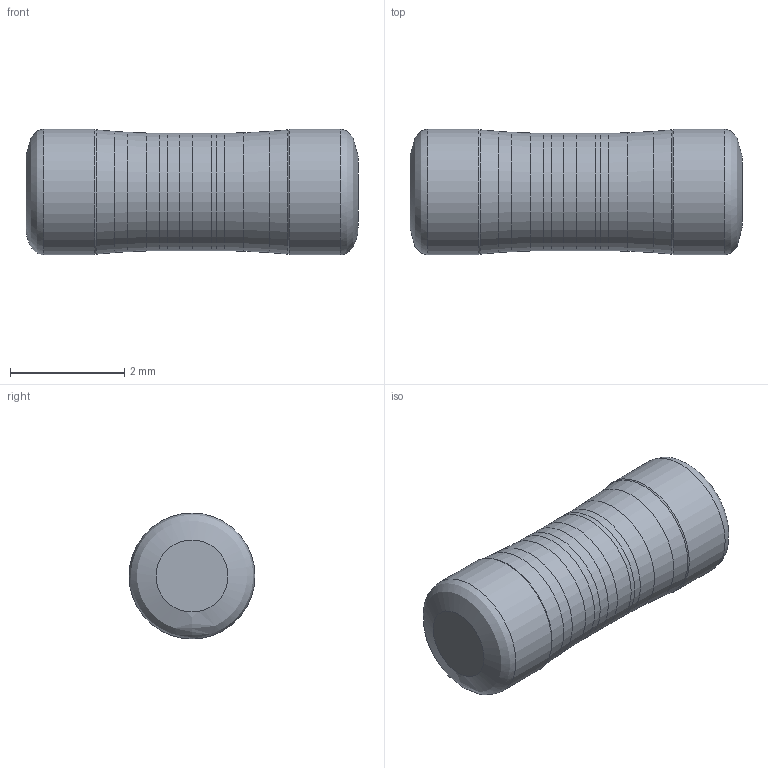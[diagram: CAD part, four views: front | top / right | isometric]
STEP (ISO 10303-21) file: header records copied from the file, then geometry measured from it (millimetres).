
FILE_DESCRIPTION(('STEP AP214'), '1');
FILE_NAME('RESMELF-0207', '2016-03-20T21:03:56', ('Nobody'), (''), 'ASCON STEP Converter 1.3', 'ASCON Math Kernel', '');
FILE_SCHEMA(('AUTOMOTIVE_DESIGN { 1 0 10303 214 3 1 1}'));
Length unit declared in the file: millimetre
Bounding box: 5.8 x 2.2 x 2.2 mm (x, y, z)
Volume: 20.3 mm3; surface area: 59.4 mm2
Topology: 3 solids, 3 shells, 25 faces, 49 edges, 32 vertices
Faces by surface type: torus 11, plane 6, cylinder 6, bspline 2
Full cylindrical faces by diameter (mm): 2.05 x4, 2.2 x2
Entity records: 1023 total; most frequent: CARTESIAN_POINT 316, DIRECTION 100, AXIS2_PLACEMENT_3D 46, EDGE_LOOP 44, ORIENTED_EDGE 44, FACE_OUTER_BOUND 38, COLOUR_RGB 30, PRESENTATION_STYLE_ASSIGNMENT 30
